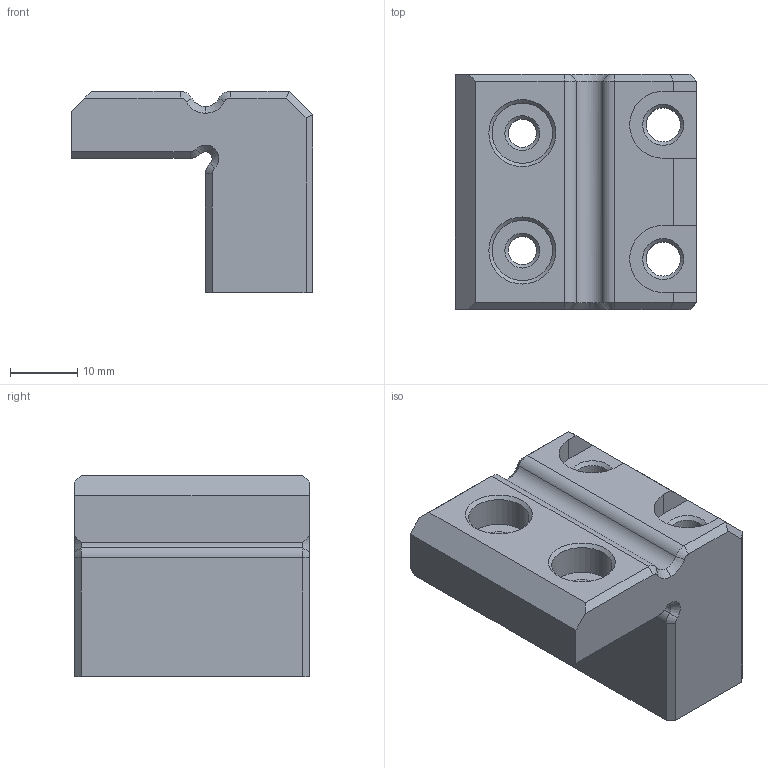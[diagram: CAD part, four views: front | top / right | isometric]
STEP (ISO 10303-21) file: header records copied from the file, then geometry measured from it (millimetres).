
FILE_DESCRIPTION(('HOOPS Exchange Step'),'2;1');
FILE_NAME('temp_export','2023-04-07T09:10:46-05:00',('rileymahr'),('Shapr3D Limited'),'HOOPS Exchange 2022.2','Shapr3D','Authorized');
FILE_SCHEMA( ('AUTOMOTIVE_DESIGN { 1 0 10303 214 1 1 1 1 }') );
Length unit declared in the file: millimetre
Products named in the file (2): bed:1; root
Assembly tree (1 placements, depth 2):
  root
    bed:1
Bounding box: 36 x 35 x 30 mm (x, y, z)
Volume: 20548.9 mm3; surface area: 7031.1 mm2
Topology: 1 solids, 1 shells, 68 faces, 177 edges, 113 vertices
Faces by surface type: plane 33, cone 20, cylinder 15
Full cylindrical faces by diameter (mm): 4.2 x2, 5.1 x2, 9 x2
Entity records: 2147 total; most frequent: DIRECTION 384, CARTESIAN_POINT 360, ORIENTED_EDGE 354, EDGE_CURVE 177, AXIS2_PLACEMENT_3D 137, VERTEX_POINT 113, VECTOR 110, LINE 110
